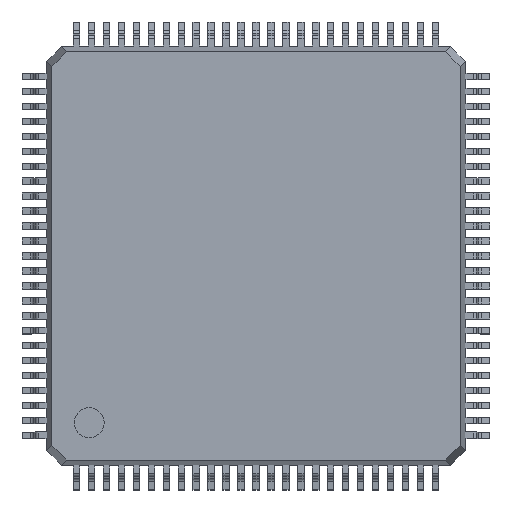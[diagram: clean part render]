
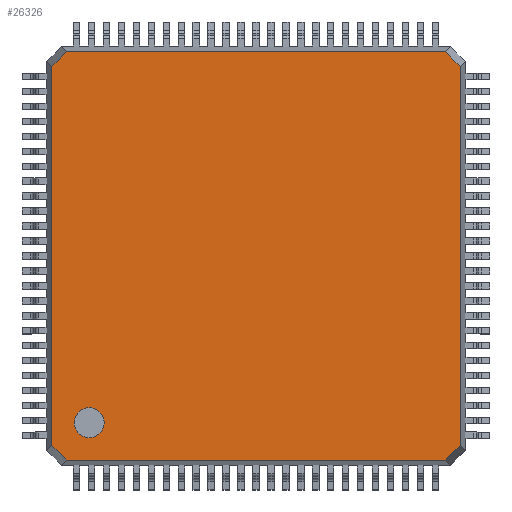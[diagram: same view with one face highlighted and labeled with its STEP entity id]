
A CAD part, top view. The second image highlights one B-rep face of the part: STEP entity #26326.
In plain terms, the highlighted planar face has unit normal (0, 0, 1).
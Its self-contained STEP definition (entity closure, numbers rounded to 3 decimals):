
#215=FACE_BOUND('',#2866,.T.);
#225=PLANE('',#27962);
#1345=FACE_OUTER_BOUND('',#2865,.T.);
#2865=EDGE_LOOP('',(#18070,#18071,#18072,#18073,#18074,#18075,#18076,#18077));
#2866=EDGE_LOOP('',(#18078));
#4381=LINE('',#38079,#7522);
#4397=LINE('',#38111,#7538);
#4400=LINE('',#38115,#7541);
#4401=LINE('',#38118,#7542);
#4402=LINE('',#38120,#7543);
#4403=LINE('',#38122,#7544);
#4404=LINE('',#38124,#7545);
#4405=LINE('',#38125,#7546);
#7522=VECTOR('',#30291,10.);
#7538=VECTOR('',#30317,10.);
#7541=VECTOR('',#30322,10.);
#7542=VECTOR('',#30325,10.);
#7543=VECTOR('',#30326,10.);
#7544=VECTOR('',#30327,10.);
#7545=VECTOR('',#30328,10.);
#7546=VECTOR('',#30329,10.);
#10658=CIRCLE('',#27951,0.5);
#11460=VERTEX_POINT('',#38061);
#11466=VERTEX_POINT('',#38077);
#11467=VERTEX_POINT('',#38078);
#11477=VERTEX_POINT('',#38109);
#11478=VERTEX_POINT('',#38110);
#11479=VERTEX_POINT('',#38117);
#11480=VERTEX_POINT('',#38119);
#11481=VERTEX_POINT('',#38121);
#11482=VERTEX_POINT('',#38123);
#14086=EDGE_CURVE('',#11460,#11460,#10658,.T.);
#14093=EDGE_CURVE('',#11466,#11467,#4381,.T.);
#14109=EDGE_CURVE('',#11477,#11478,#4397,.T.);
#14112=EDGE_CURVE('',#11478,#11466,#4400,.T.);
#14113=EDGE_CURVE('',#11479,#11477,#4401,.T.);
#14114=EDGE_CURVE('',#11480,#11479,#4402,.T.);
#14115=EDGE_CURVE('',#11481,#11480,#4403,.T.);
#14116=EDGE_CURVE('',#11482,#11481,#4404,.T.);
#14117=EDGE_CURVE('',#11467,#11482,#4405,.T.);
#18070=ORIENTED_EDGE('',*,*,#14093,.F.);
#18071=ORIENTED_EDGE('',*,*,#14112,.F.);
#18072=ORIENTED_EDGE('',*,*,#14109,.F.);
#18073=ORIENTED_EDGE('',*,*,#14113,.F.);
#18074=ORIENTED_EDGE('',*,*,#14114,.F.);
#18075=ORIENTED_EDGE('',*,*,#14115,.F.);
#18076=ORIENTED_EDGE('',*,*,#14116,.F.);
#18077=ORIENTED_EDGE('',*,*,#14117,.F.);
#18078=ORIENTED_EDGE('',*,*,#14086,.T.);
#26326=ADVANCED_FACE('',(#1345,#215),#225,.T.);
#27951=AXIS2_PLACEMENT_3D('',#38062,#30276,#30277);
#27962=AXIS2_PLACEMENT_3D('',#38116,#30323,#30324);
#30276=DIRECTION('center_axis',(0.,0.,-1.));
#30277=DIRECTION('ref_axis',(-1.,0.,0.));
#30291=DIRECTION('',(0.707,0.707,0.));
#30317=DIRECTION('',(-0.707,0.707,0.));
#30322=DIRECTION('',(0.,1.,0.));
#30323=DIRECTION('center_axis',(0.,0.,1.));
#30324=DIRECTION('ref_axis',(1.,0.,0.));
#30325=DIRECTION('',(-1.,0.,0.));
#30326=DIRECTION('',(-0.707,-0.707,0.));
#30327=DIRECTION('',(0.,-1.,0.));
#30328=DIRECTION('',(0.707,-0.707,0.));
#30329=DIRECTION('',(1.,0.,0.));
#38061=CARTESIAN_POINT('',(-5.08,-5.58,0.8));
#38062=CARTESIAN_POINT('Origin',(-5.58,-5.58,0.8));
#38077=CARTESIAN_POINT('',(-6.83,6.345,0.8));
#38078=CARTESIAN_POINT('',(-6.345,6.83,0.8));
#38079=CARTESIAN_POINT('',(-6.587,6.587,0.8));
#38109=CARTESIAN_POINT('',(-6.345,-6.83,0.8));
#38110=CARTESIAN_POINT('',(-6.83,-6.345,0.8));
#38111=CARTESIAN_POINT('',(-6.587,-6.587,0.8));
#38115=CARTESIAN_POINT('',(-6.83,7.,0.8));
#38116=CARTESIAN_POINT('Origin',(0.,0.,
0.8));
#38117=CARTESIAN_POINT('',(6.345,-6.83,0.8));
#38118=CARTESIAN_POINT('',(-7.,-6.83,0.8));
#38119=CARTESIAN_POINT('',(6.83,-6.345,0.8));
#38120=CARTESIAN_POINT('',(6.587,-6.587,0.8));
#38121=CARTESIAN_POINT('',(6.83,6.345,0.8));
#38122=CARTESIAN_POINT('',(6.83,-7.,0.8));
#38123=CARTESIAN_POINT('',(6.345,6.83,0.8));
#38124=CARTESIAN_POINT('',(6.587,6.587,0.8));
#38125=CARTESIAN_POINT('',(7.,6.83,0.8));
